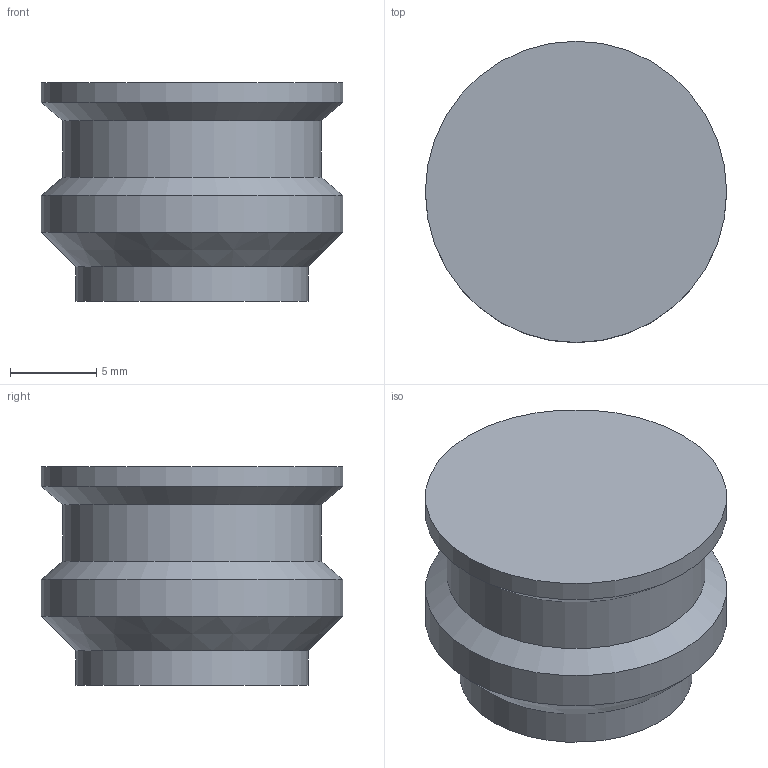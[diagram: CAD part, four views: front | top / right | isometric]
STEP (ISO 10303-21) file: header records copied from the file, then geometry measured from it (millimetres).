
FILE_DESCRIPTION(/* description */ (''),/* implementation_level */ '2;1');
FILE_NAME(/* name */ 'LegoTireWheelForNewTwitchRunner v3.step',/* time_stamp */ '2023-03-14T16:47:29+01:00',/* author */ (''),/* organization */ (''),/* preprocessor_version */ 'ST-DEVELOPER v19.2',/* originating_system */ 'Autodesk Translation Framework v11.17.0.187',/* authorisation */ '');
FILE_SCHEMA (('AUTOMOTIVE_DESIGN { 1 0 10303 214 3 1 1 }'));
Length unit declared in the file: millimetre
Products named in the file (1): LegoTireWheelForNewTwitchRunner
Bounding box: 17.5 x 17.5 x 12.7 mm (x, y, z)
Volume: 2354.1 mm3; surface area: 1220.9 mm2
Topology: 1 solids, 1 shells, 14 faces, 27 edges, 16 vertices
Faces by surface type: cylinder 6, plane 5, cone 3
Full cylindrical faces by diameter (mm): 13.5 x1, 15.02 x1, 17.5 x2
Entity records: 388 total; most frequent: DIRECTION 69, CARTESIAN_POINT 58, ORIENTED_EDGE 54, EDGE_CURVE 27, AXIS2_PLACEMENT_3D 27, VERTEX_POINT 16, EDGE_LOOP 15, LINE 15
